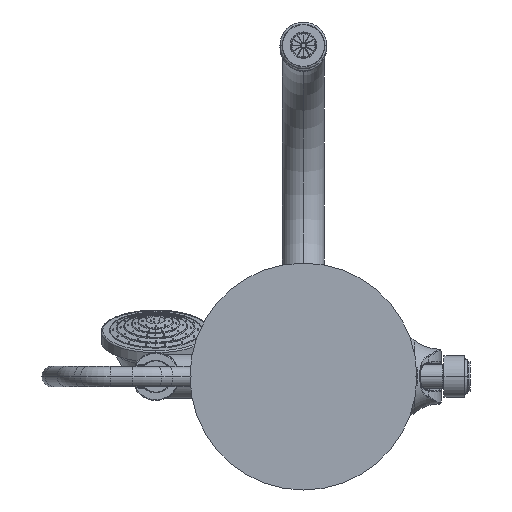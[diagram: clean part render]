
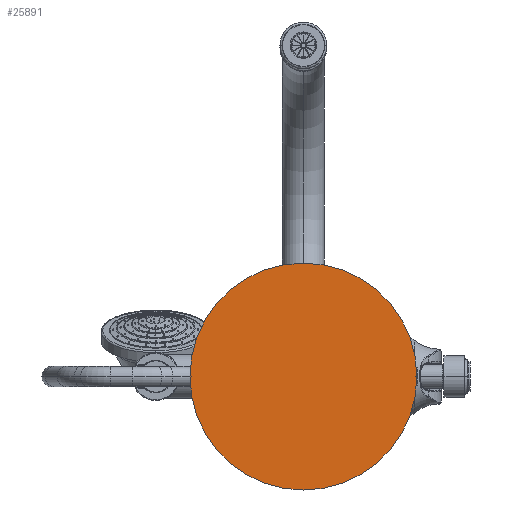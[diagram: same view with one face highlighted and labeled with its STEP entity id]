
A CAD part, front view. The second image highlights one B-rep face of the part: STEP entity #25891.
In plain terms, the highlighted planar face has unit normal (0, -1, 0).
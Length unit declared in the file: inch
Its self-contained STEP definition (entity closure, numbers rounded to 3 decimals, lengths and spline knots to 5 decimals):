
#13271=CARTESIAN_POINT('',(0.,-27.00787,0.));
#13272=DIRECTION('',(0.,-1.,0.));
#13273=DIRECTION('',(1.,0.,0.));
#13274=AXIS2_PLACEMENT_3D('',#13271,#13272,#13273);
#13276=CARTESIAN_POINT('',(0.,-27.00787,0.));
#13277=DIRECTION('',(0.,-1.,0.));
#13278=DIRECTION('',(-1.,0.,0.));
#13279=AXIS2_PLACEMENT_3D('',#13276,#13277,#13278);
#15013=CARTESIAN_POINT('',(2.9895,-27.00787,0.));
#15014=CARTESIAN_POINT('',(-2.9895,-27.00787,0.));
#15015=VERTEX_POINT('',#15013);
#15016=VERTEX_POINT('',#15014);
#25882=CARTESIAN_POINT('',(0.,-27.00787,0.));
#25883=DIRECTION('',(0.,-1.,0.));
#25884=DIRECTION('',(1.,0.,0.));
#25885=AXIS2_PLACEMENT_3D('',#25882,#25883,#25884);
#25886=PLANE('',#25885);
#25887=ORIENTED_EDGE('',*,*,#25862,.F.);
#25888=ORIENTED_EDGE('',*,*,#25876,.F.);
#25889=EDGE_LOOP('',(#25887,#25888));
#25890=FACE_OUTER_BOUND('',#25889,.F.);
#25891=ADVANCED_FACE('',(#25890),#25886,.T.);
#13275=CIRCLE('',#13274,2.9895);
#13280=CIRCLE('',#13279,2.9895);
#25862=EDGE_CURVE('',#15015,#15016,#13275,.T.);
#25876=EDGE_CURVE('',#15016,#15015,#13280,.T.);
